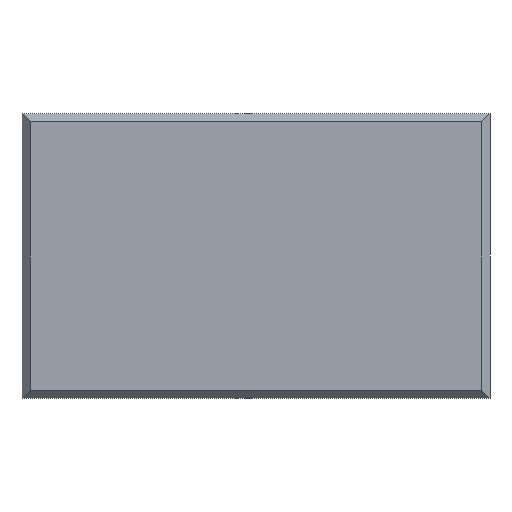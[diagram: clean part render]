
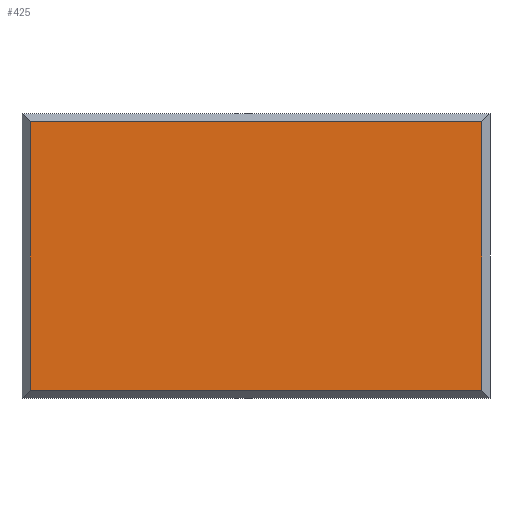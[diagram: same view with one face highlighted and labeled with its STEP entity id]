
A CAD part, left-side view. The second image highlights one B-rep face of the part: STEP entity #425.
In plain terms, the highlighted planar face has unit normal (-1, 0, 0).
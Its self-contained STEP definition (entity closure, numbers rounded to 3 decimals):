
#52=FACE_OUTER_BOUND('',#77,.T.);
#77=EDGE_LOOP('',(#311,#312,#313,#314));
#98=LINE('',#618,#140);
#103=LINE('',#628,#145);
#106=LINE('',#634,#148);
#109=LINE('',#638,#151);
#140=VECTOR('',#501,10.);
#145=VECTOR('',#508,10.);
#148=VECTOR('',#513,10.);
#151=VECTOR('',#518,10.);
#182=VERTEX_POINT('',#616);
#183=VERTEX_POINT('',#617);
#187=VERTEX_POINT('',#627);
#189=VERTEX_POINT('',#633);
#221=EDGE_CURVE('',#182,#183,#98,.T.);
#226=EDGE_CURVE('',#183,#187,#103,.T.);
#229=EDGE_CURVE('',#187,#189,#106,.T.);
#232=EDGE_CURVE('',#189,#182,#109,.T.);
#311=ORIENTED_EDGE('',*,*,#221,.F.);
#312=ORIENTED_EDGE('',*,*,#232,.F.);
#313=ORIENTED_EDGE('',*,*,#229,.F.);
#314=ORIENTED_EDGE('',*,*,#226,.F.);
#407=PLANE('',#467);
#425=ADVANCED_FACE('',(#52),#407,.T.);
#467=AXIS2_PLACEMENT_3D('',#661,#536,#537);
#501=DIRECTION('',(0.,1.,0.));
#508=DIRECTION('',(0.,0.,1.));
#513=DIRECTION('',(0.,-1.,0.));
#518=DIRECTION('',(0.,0.,-1.));
#536=DIRECTION('center_axis',(-1.,0.,0.));
#537=DIRECTION('ref_axis',(0.,0.,-1.));
#616=CARTESIAN_POINT('',(-9.725,-1.65,-6.6));
#617=CARTESIAN_POINT('',(-9.725,20.6,-6.6));
#618=CARTESIAN_POINT('',(-9.725,21.,-6.6));
#627=CARTESIAN_POINT('',(-9.725,20.6,6.6));
#628=CARTESIAN_POINT('',(-9.725,20.6,3.5));
#633=CARTESIAN_POINT('',(-9.725,-1.65,6.6));
#634=CARTESIAN_POINT('',(-9.725,21.,6.6));
#638=CARTESIAN_POINT('',(-9.725,-1.65,3.5));
#661=CARTESIAN_POINT('Origin',(-9.725,21.,7.));
